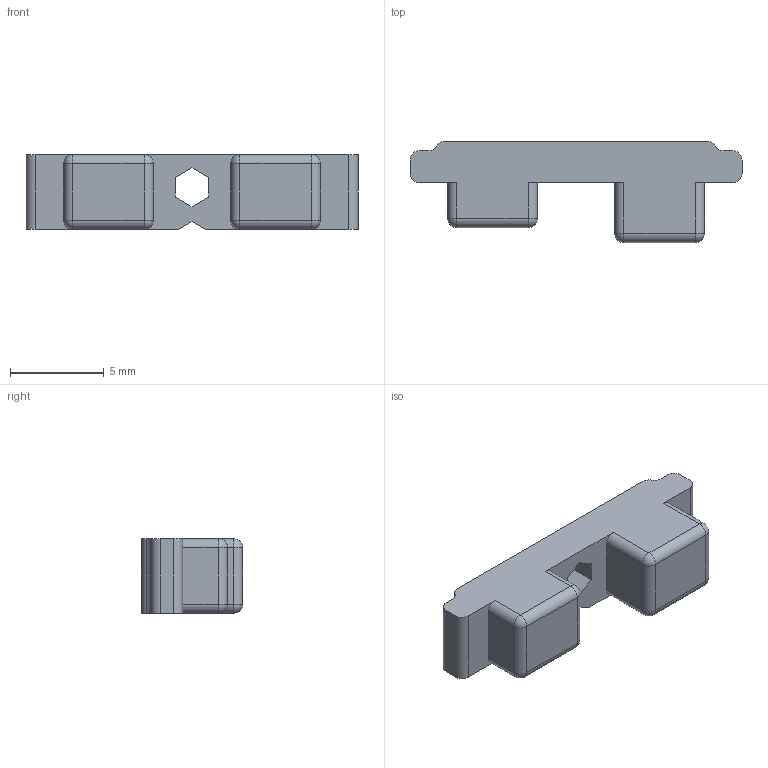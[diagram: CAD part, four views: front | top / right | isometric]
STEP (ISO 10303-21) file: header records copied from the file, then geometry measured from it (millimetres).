
FILE_DESCRIPTION(/* description */ (''),/* implementation_level */ '2;1');
FILE_NAME(/* name */ 'button.stp',/* time_stamp */ '2025-03-29T04:57:08+01:00',/* author */ ('merges'),/* organization */ (''),/* preprocessor_version */ 'ST-DEVELOPER v19',/* originating_system */ 'Autodesk Inventor 2023',/* authorisation */ '');
FILE_SCHEMA (('AUTOMOTIVE_DESIGN { 1 0 10303 214 3 1 1 }'));
Length unit declared in the file: millimetre
Products named in the file (1): button
Bounding box: 17.71 x 5.4 x 4 mm (x, y, z)
Volume: 247.1 mm3; surface area: 322.4 mm2
Topology: 1 solids, 1 shells, 57 faces, 141 edges, 86 vertices
Faces by surface type: plane 25, cylinder 24, sphere 8
Entity records: 1718 total; most frequent: DIRECTION 305, CARTESIAN_POINT 285, ORIENTED_EDGE 282, EDGE_CURVE 141, AXIS2_PLACEMENT_3D 106, LINE 93, VECTOR 93, VERTEX_POINT 86
